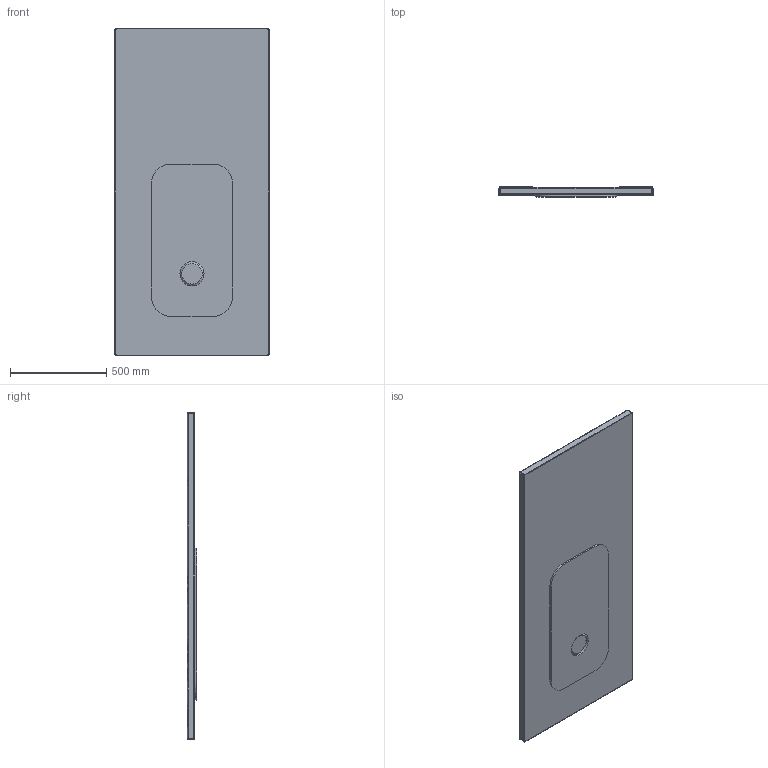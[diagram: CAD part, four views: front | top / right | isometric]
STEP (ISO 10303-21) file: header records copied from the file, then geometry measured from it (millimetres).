
FILE_DESCRIPTION((''),'2;1');
FILE_NAME('PLANEO170X80_22042019_ASM','2019-04-23T16:52:07',('grootj'),('Villeroy & Boch Wellness bv'),'CREO PARAMETRIC BY PTC INC, 2018020','CREO PARAMETRIC BY PTC INC, 2018020','');
FILE_SCHEMA(('CONFIG_CONTROL_DESIGN'));
Length unit declared in the file: millimetre
Products named in the file (4): COLMAR170X80_1-3DEGREE26072018; COVER-CLOSED07102016; PUR_PL170X80_27112018; PLANEO170X80_22042019_ASM
Assembly tree (3 placements, depth 2):
  PLANEO170X80_22042019_ASM
    COLMAR170X80_1-3DEGREE26072018
    COVER-CLOSED07102016
    PUR_PL170X80_27112018
Bounding box: 800 x 49.59 x 1700 mm (x, y, z)
Volume: 14024955.5 mm3; surface area: 5840729.4 mm2
Topology: 3 solids, 3 shells, 321 faces, 742 edges, 432 vertices
Faces by surface type: bspline 228, cylinder 42, plane 35, torus 12, cone 4
Entity records: 21012 total; most frequent: CARTESIAN_POINT 15122, ORIENTED_EDGE 1484, DIRECTION 756, EDGE_CURVE 742, VERTEX_POINT 432, B_SPLINE_CURVE_WITH_KNOTS 382, EDGE_LOOP 328, FACE_OUTER_BOUND 321
